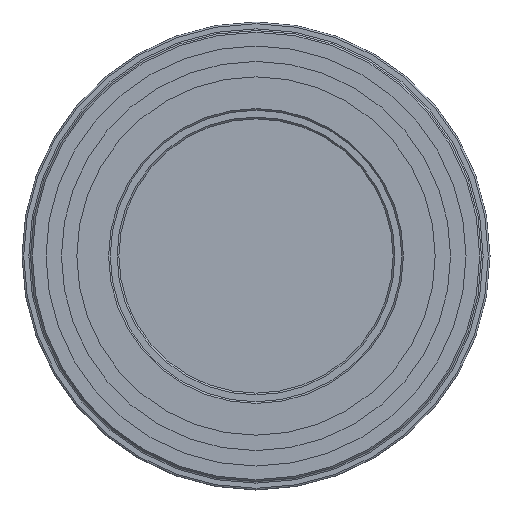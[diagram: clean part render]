
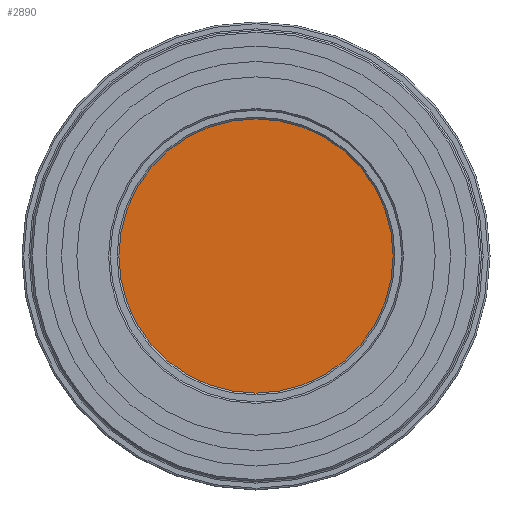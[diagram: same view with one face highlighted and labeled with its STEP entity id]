
A CAD part, front view. The second image highlights one B-rep face of the part: STEP entity #2890.
In plain terms, the highlighted planar face has unit normal (0, -1, 0).
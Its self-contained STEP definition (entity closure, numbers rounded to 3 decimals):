
#148=PLANE('',#3235);
#337=FACE_OUTER_BOUND('',#530,.T.);
#530=EDGE_LOOP('',(#2510));
#675=CIRCLE('',#3174,80.);
#1303=VERTEX_POINT('',#5354);
#1672=EDGE_CURVE('',#1303,#1303,#675,.T.);
#2510=ORIENTED_EDGE('',*,*,#1672,.T.);
#2890=ADVANCED_FACE('',(#337),#148,.F.);
#3174=AXIS2_PLACEMENT_3D('',#5356,#3897,#3898);
#3235=AXIS2_PLACEMENT_3D('',#7577,#4043,#4044);
#3897=DIRECTION('center_axis',(0.,-1.,0.));
#3898=DIRECTION('ref_axis',(-1.,0.,0.));
#4043=DIRECTION('center_axis',(0.,1.,0.));
#4044=DIRECTION('ref_axis',(0.,0.,1.));
#5354=CARTESIAN_POINT('',(80.,11.,0.));
#5356=CARTESIAN_POINT('Origin',(0.,11.,0.));
#7577=CARTESIAN_POINT('Origin',(0.,11.,0.));
